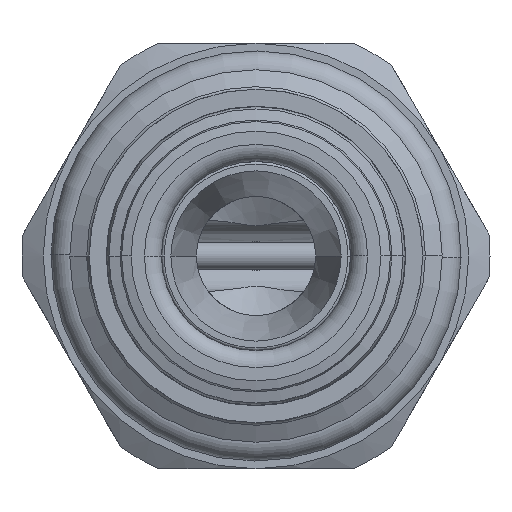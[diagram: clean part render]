
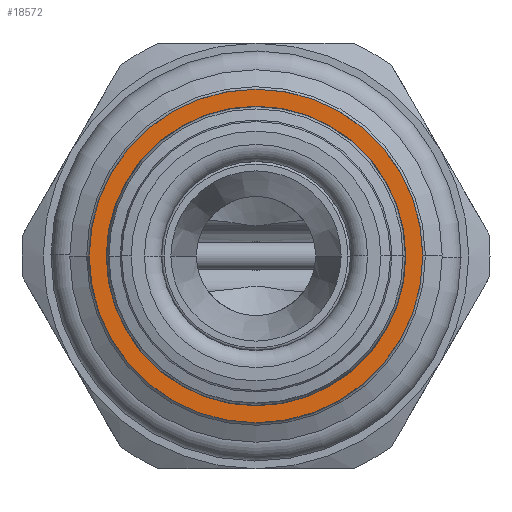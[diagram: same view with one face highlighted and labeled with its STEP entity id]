
A CAD part, front view. The second image highlights one B-rep face of the part: STEP entity #18572.
In plain terms, the highlighted planar face has unit normal (0, -1, 0).
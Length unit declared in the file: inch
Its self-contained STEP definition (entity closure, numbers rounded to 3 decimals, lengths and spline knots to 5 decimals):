
#5814=CARTESIAN_POINT('',(0.,0.,0.));
#5815=DIRECTION('',(0.,1.,0.));
#5816=DIRECTION('',(1.,0.,0.));
#5817=AXIS2_PLACEMENT_3D('',#5814,#5815,#5816);
#5819=CARTESIAN_POINT('',(0.,0.,0.));
#5820=DIRECTION('',(0.,1.,0.));
#5821=DIRECTION('',(-1.,0.,0.));
#5822=AXIS2_PLACEMENT_3D('',#5819,#5820,#5821);
#5824=CARTESIAN_POINT('',(0.,0.,0.));
#5825=DIRECTION('',(0.,-1.,0.));
#5826=DIRECTION('',(1.,0.,0.));
#5827=AXIS2_PLACEMENT_3D('',#5824,#5825,#5826);
#5829=CARTESIAN_POINT('',(0.,0.,0.));
#5830=DIRECTION('',(0.,-1.,0.));
#5831=DIRECTION('',(-1.,0.,0.));
#5832=AXIS2_PLACEMENT_3D('',#5829,#5830,#5831);
#11003=CARTESIAN_POINT('',(0.34646,0.,0.));
#11005=VERTEX_POINT('',#11003);
#11006=CARTESIAN_POINT('',(-0.34646,0.,0.));
#11007=VERTEX_POINT('',#11006);
#11010=CARTESIAN_POINT('',(0.38583,0.,0.));
#11011=CARTESIAN_POINT('',(-0.38583,0.,0.));
#11012=VERTEX_POINT('',#11010);
#11013=VERTEX_POINT('',#11011);
#18557=CARTESIAN_POINT('',(0.,0.,0.));
#18558=DIRECTION('',(0.,-1.,0.));
#18559=DIRECTION('',(-1.,0.,0.));
#18560=AXIS2_PLACEMENT_3D('',#18557,#18558,#18559);
#18561=PLANE('382',#18560);
#18562=ORIENTED_EDGE('1149',*,*,#18522,.T.);
#18563=ORIENTED_EDGE('1150',*,*,#18505,.T.);
#18564=EDGE_LOOP('382',(#18562,#18563));
#18565=FACE_OUTER_BOUND('382',#18564,.F.);
#18567=ORIENTED_EDGE('1148',*,*,#18566,.T.);
#18569=ORIENTED_EDGE('1146',*,*,#18568,.T.);
#18570=EDGE_LOOP('382',(#18567,#18569));
#18571=FACE_BOUND('382',#18570,.F.);
#5818=CIRCLE('1149',#5817,0.38583);
#5823=CIRCLE('1150',#5822,0.38583);
#5828=CIRCLE('1148',#5827,0.34646);
#5833=CIRCLE('1146',#5832,0.34646);
#18505=EDGE_CURVE('1150',#11013,#11012,#5823,.T.);
#18522=EDGE_CURVE('1149',#11012,#11013,#5818,.T.);
#18566=EDGE_CURVE('1148',#11005,#11007,#5828,.T.);
#18568=EDGE_CURVE('1146',#11007,#11005,#5833,.T.);
#18572=ADVANCED_FACE('382',(#18565,#18571),#18561,.T.);
